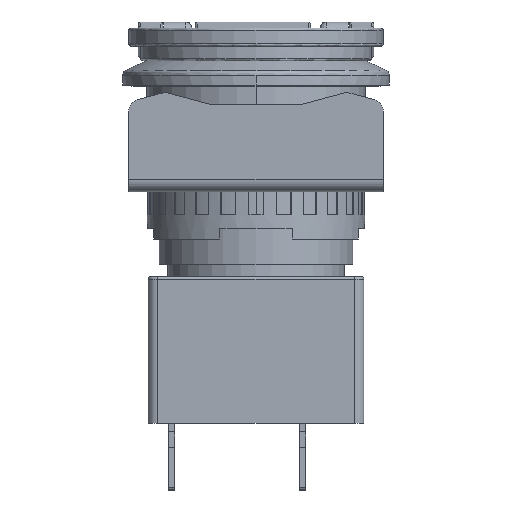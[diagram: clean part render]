
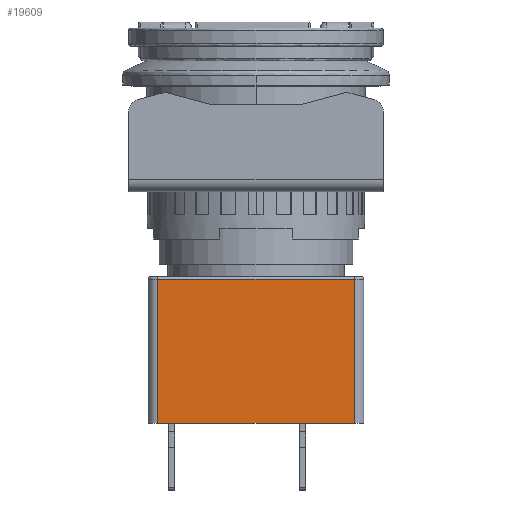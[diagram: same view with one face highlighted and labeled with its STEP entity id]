
A CAD part, front view. The second image highlights one B-rep face of the part: STEP entity #19609.
In plain terms, the highlighted planar face has unit normal (0, -1, 0).
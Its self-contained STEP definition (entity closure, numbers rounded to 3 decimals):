
#821 = ORIENTED_EDGE ( 'NONE', *, *, #21376, .F. ) ;
#1563 = CARTESIAN_POINT ( 'NONE',  ( -8.1, -8.9, 5.95 ) ) ;
#2608 = DIRECTION ( 'NONE',  ( 0., 0., -1. ) ) ;
#2676 = LINE ( 'NONE', #15166, #21615 ) ;
#2995 = DIRECTION ( 'NONE',  ( 0., 0., 1. ) ) ;
#4724 = VERTEX_POINT ( 'NONE', #12875 ) ;
#5289 = CARTESIAN_POINT ( 'NONE',  ( 8.1, -8.9, 0. ) ) ;
#5460 = CARTESIAN_POINT ( 'NONE',  ( 8.1, -8.9, 5.95 ) ) ;
#8125 = FACE_OUTER_BOUND ( 'NONE', #14325, .T. ) ;
#8356 = LINE ( 'NONE', #15465, #19022 ) ;
#8700 = DIRECTION ( 'NONE',  ( 0., 0., 1. ) ) ;
#9181 = EDGE_CURVE ( 'NONE', #4724, #15351, #17558, .T. ) ;
#11858 = CARTESIAN_POINT ( 'NONE',  ( -8.1, -8.9, 0. ) ) ;
#11999 = VERTEX_POINT ( 'NONE', #18969 ) ;
#12875 = CARTESIAN_POINT ( 'NONE',  ( -8.1, -8.9, 0. ) ) ;
#14325 = EDGE_LOOP ( 'NONE', ( #821, #14652, #22601, #20285 ) ) ;
#14404 = VECTOR ( 'NONE', #8700, 1000. ) ;
#14652 = ORIENTED_EDGE ( 'NONE', *, *, #9181, .F. ) ;
#15166 = CARTESIAN_POINT ( 'NONE',  ( 0., -8.9, 11.9 ) ) ;
#15245 = PLANE ( 'NONE',  #16075 ) ;
#15351 = VERTEX_POINT ( 'NONE', #21905 ) ;
#15465 = CARTESIAN_POINT ( 'NONE',  ( 0., -8.9, 0. ) ) ;
#16075 = AXIS2_PLACEMENT_3D ( 'NONE', #11858, #18939, #2995 ) ;
#17558 = LINE ( 'NONE', #1563, #14404 ) ;
#18939 = DIRECTION ( 'NONE',  ( 0., 1., 0. ) ) ;
#18969 = CARTESIAN_POINT ( 'NONE',  ( 8.1, -8.9, 11.9 ) ) ;
#19022 = VECTOR ( 'NONE', #22531, 1000. ) ;
#19043 = VECTOR ( 'NONE', #2608, 1000. ) ;
#19609 = ADVANCED_FACE ( 'NONE', ( #8125 ), #15245, .F. ) ;
#19635 = EDGE_CURVE ( 'NONE', #4724, #20118, #8356, .T. ) ;
#20118 = VERTEX_POINT ( 'NONE', #5289 ) ;
#20285 = ORIENTED_EDGE ( 'NONE', *, *, #21557, .F. ) ;
#21376 = EDGE_CURVE ( 'NONE', #15351, #11999, #2676, .T. ) ;
#21392 = LINE ( 'NONE', #5460, #19043 ) ;
#21557 = EDGE_CURVE ( 'NONE', #11999, #20118, #21392, .T. ) ;
#21615 = VECTOR ( 'NONE', #22225, 1000. ) ;
#21905 = CARTESIAN_POINT ( 'NONE',  ( -8.1, -8.9, 11.9 ) ) ;
#22225 = DIRECTION ( 'NONE',  ( 1., 0., 0. ) ) ;
#22531 = DIRECTION ( 'NONE',  ( 1., 0., 0. ) ) ;
#22601 = ORIENTED_EDGE ( 'NONE', *, *, #19635, .T. ) ;
